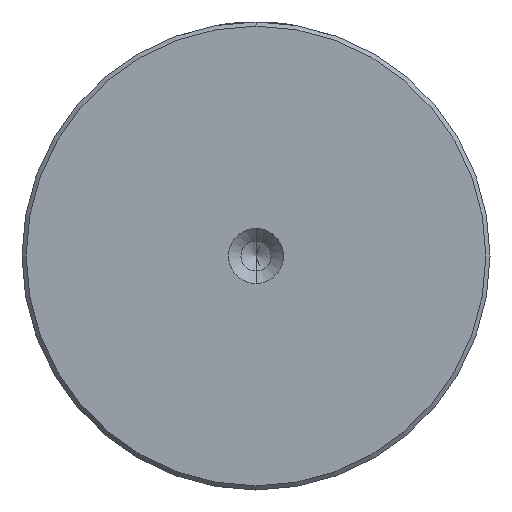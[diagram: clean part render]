
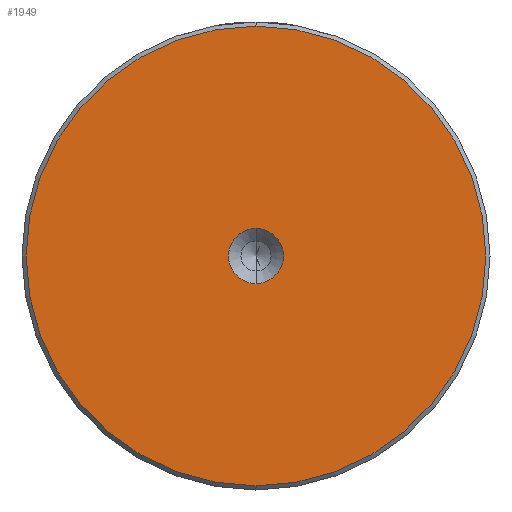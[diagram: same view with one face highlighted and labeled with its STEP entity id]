
A CAD part, left-side view. The second image highlights one B-rep face of the part: STEP entity #1949.
In plain terms, the highlighted planar face has unit normal (-1, 0, 0).
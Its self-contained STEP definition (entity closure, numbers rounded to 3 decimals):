
#35 = DIRECTION ( 'NONE',  ( -1., 0., 0. ) ) ;
#43 = CIRCLE ( 'NONE', #2488, 3.3 ) ;
#110 = EDGE_CURVE ( 'NONE', #1842, #1331, #1205, .T. ) ;
#192 = EDGE_LOOP ( 'NONE', ( #1211, #950 ) ) ;
#316 = DIRECTION ( 'NONE',  ( 0., 0., 1. ) ) ;
#326 = DIRECTION ( 'NONE',  ( -1., 0., 0. ) ) ;
#342 = CARTESIAN_POINT ( 'NONE',  ( 0., 0., -27.5 ) ) ;
#507 = AXIS2_PLACEMENT_3D ( 'NONE', #544, #1888, #736 ) ;
#537 = CARTESIAN_POINT ( 'NONE',  ( 0., 0., 0. ) ) ;
#544 = CARTESIAN_POINT ( 'NONE',  ( 0., 0., 0. ) ) ;
#570 = PLANE ( 'NONE',  #2414 ) ;
#615 = AXIS2_PLACEMENT_3D ( 'NONE', #1492, #1352, #2401 ) ;
#630 = VERTEX_POINT ( 'NONE', #342 ) ;
#669 = CARTESIAN_POINT ( 'NONE',  ( 0., 0., 27.5 ) ) ;
#679 = FACE_BOUND ( 'NONE', #192, .T. ) ;
#736 = DIRECTION ( 'NONE',  ( 0., 0., 1. ) ) ;
#763 = CARTESIAN_POINT ( 'NONE',  ( 0., 0., 0. ) ) ;
#922 = EDGE_CURVE ( 'NONE', #1331, #1842, #43, .T. ) ;
#950 = ORIENTED_EDGE ( 'NONE', *, *, #922, .F. ) ;
#1097 = CARTESIAN_POINT ( 'NONE',  ( 0., 0., 3.3 ) ) ;
#1124 = ORIENTED_EDGE ( 'NONE', *, *, #1313, .T. ) ;
#1156 = DIRECTION ( 'NONE',  ( -1., 0., 0. ) ) ;
#1205 = CIRCLE ( 'NONE', #615, 3.3 ) ;
#1211 = ORIENTED_EDGE ( 'NONE', *, *, #110, .F. ) ;
#1216 = CARTESIAN_POINT ( 'NONE',  ( 0., 0., 0. ) ) ;
#1262 = FACE_OUTER_BOUND ( 'NONE', #2124, .T. ) ;
#1313 = EDGE_CURVE ( 'NONE', #1537, #630, #1346, .T. ) ;
#1331 = VERTEX_POINT ( 'NONE', #1718 ) ;
#1346 = CIRCLE ( 'NONE', #507, 27.5 ) ;
#1352 = DIRECTION ( 'NONE',  ( -1., 0., 0. ) ) ;
#1402 = ORIENTED_EDGE ( 'NONE', *, *, #1450, .T. ) ;
#1413 = DIRECTION ( 'NONE',  ( 0., 0., 1. ) ) ;
#1450 = EDGE_CURVE ( 'NONE', #630, #1537, #2046, .T. ) ;
#1492 = CARTESIAN_POINT ( 'NONE',  ( 0., 0., 0. ) ) ;
#1537 = VERTEX_POINT ( 'NONE', #669 ) ;
#1718 = CARTESIAN_POINT ( 'NONE',  ( 0., 0., -3.3 ) ) ;
#1842 = VERTEX_POINT ( 'NONE', #1097 ) ;
#1888 = DIRECTION ( 'NONE',  ( -1., 0., 0. ) ) ;
#1949 = ADVANCED_FACE ( 'NONE', ( #1262, #679 ), #570, .T. ) ;
#2046 = CIRCLE ( 'NONE', #2312, 27.5 ) ;
#2124 = EDGE_LOOP ( 'NONE', ( #1402, #1124 ) ) ;
#2312 = AXIS2_PLACEMENT_3D ( 'NONE', #1216, #35, #1413 ) ;
#2401 = DIRECTION ( 'NONE',  ( 0., 0., 1. ) ) ;
#2414 = AXIS2_PLACEMENT_3D ( 'NONE', #763, #1156, #2473 ) ;
#2473 = DIRECTION ( 'NONE',  ( 0., 0., 1. ) ) ;
#2488 = AXIS2_PLACEMENT_3D ( 'NONE', #537, #326, #316 ) ;
